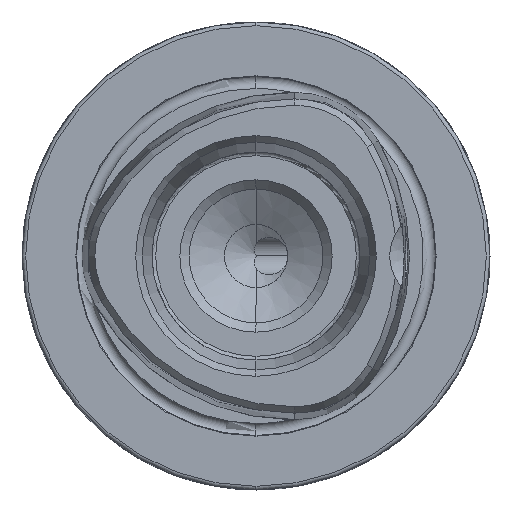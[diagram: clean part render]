
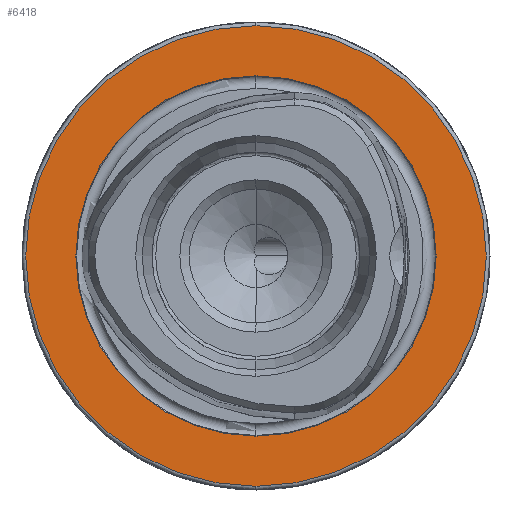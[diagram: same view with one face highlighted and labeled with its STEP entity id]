
A CAD part, left-side view. The second image highlights one B-rep face of the part: STEP entity #6418.
In plain terms, the highlighted planar face has unit normal (-1, 0, 0).
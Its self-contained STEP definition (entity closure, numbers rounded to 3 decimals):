
#2185 = CARTESIAN_POINT ( 'NONE',  ( 0., 0., 0. ) ) ;
#2187 = DIRECTION ( 'NONE',  ( -1., 0., 0. ) ) ;
#2188 = DIRECTION ( 'NONE',  ( 0., 0., 1. ) ) ;
#2193 = CARTESIAN_POINT ( 'NONE',  ( 0., 0., 0. ) ) ;
#2195 = DIRECTION ( 'NONE',  ( -1., 0., 0. ) ) ;
#2197 = DIRECTION ( 'NONE',  ( 0., 0., 1. ) ) ;
#3262 = CARTESIAN_POINT ( 'NONE',  ( 0., 24.25, 0. ) ) ;
#3265 = PLANE ( 'NONE',  #6219 ) ;
#3267 = DIRECTION ( 'NONE',  ( 1., 0., 0. ) ) ;
#3268 = DIRECTION ( 'NONE',  ( 0., 0., -1. ) ) ;
#3650 = EDGE_LOOP ( 'NONE', ( #5067, #12394 ) ) ;
#3651 = EDGE_LOOP ( 'NONE', ( #5069, #5068 ) ) ;
#4565 = CIRCLE ( 'NONE', #6277, 31. ) ;
#4566 = CIRCLE ( 'NONE', #6279, 24.25 ) ;
#5067 = ORIENTED_EDGE ( 'NONE', *, *, #8225, .T. ) ;
#5068 = ORIENTED_EDGE ( 'NONE', *, *, #10502, .F. ) ;
#5069 = ORIENTED_EDGE ( 'NONE', *, *, #5390, .F. ) ;
#5389 = EDGE_CURVE ( 'NONE', #15250, #15215, #4565, .T. ) ;
#5390 = EDGE_CURVE ( 'NONE', #15217, #15242, #4566, .T. ) ;
#6219 = AXIS2_PLACEMENT_3D ( 'NONE', #3262, #3267, #3268 ) ;
#6277 = AXIS2_PLACEMENT_3D ( 'NONE', #2185, #2187, #2188 ) ;
#6279 = AXIS2_PLACEMENT_3D ( 'NONE', #2193, #2195, #2197 ) ;
#6418 = ADVANCED_FACE ( 'NONE', ( #10888, #10898 ), #3265, .F. ) ;
#8225 = EDGE_CURVE ( 'NONE', #15215, #15250, #11154, .T. ) ;
#9253 = CARTESIAN_POINT ( 'NONE',  ( 0., 0., 0. ) ) ;
#9254 = DIRECTION ( 'NONE',  ( -1., 0., 0. ) ) ;
#9255 = DIRECTION ( 'NONE',  ( 0., 0., 1. ) ) ;
#9752 = AXIS2_PLACEMENT_3D ( 'NONE', #9253, #9254, #9255 ) ;
#9786 = AXIS2_PLACEMENT_3D ( 'NONE', #9987, #9988, #9989 ) ;
#9987 = CARTESIAN_POINT ( 'NONE',  ( 0., 0., 0. ) ) ;
#9988 = DIRECTION ( 'NONE',  ( -1., 0., 0. ) ) ;
#9989 = DIRECTION ( 'NONE',  ( 0., 0., 1. ) ) ;
#10502 = EDGE_CURVE ( 'NONE', #15242, #15217, #11300, .T. ) ;
#10888 = FACE_BOUND ( 'NONE', #3651, .T. ) ;
#10898 = FACE_OUTER_BOUND ( 'NONE', #3650, .T. ) ;
#11154 = CIRCLE ( 'NONE', #9752, 31. ) ;
#11300 = CIRCLE ( 'NONE', #9786, 24.25 ) ;
#12394 = ORIENTED_EDGE ( 'NONE', *, *, #5389, .T. ) ;
#14102 = CARTESIAN_POINT ( 'NONE',  ( 0., 0., 31. ) ) ;
#14104 = CARTESIAN_POINT ( 'NONE',  ( 0., 0., 24.25 ) ) ;
#14129 = CARTESIAN_POINT ( 'NONE',  ( 0., 0., -24.25 ) ) ;
#14137 = CARTESIAN_POINT ( 'NONE',  ( 0., 0., -31. ) ) ;
#15215 = VERTEX_POINT ( 'NONE', #14102 ) ;
#15217 = VERTEX_POINT ( 'NONE', #14104 ) ;
#15242 = VERTEX_POINT ( 'NONE', #14129 ) ;
#15250 = VERTEX_POINT ( 'NONE', #14137 ) ;
